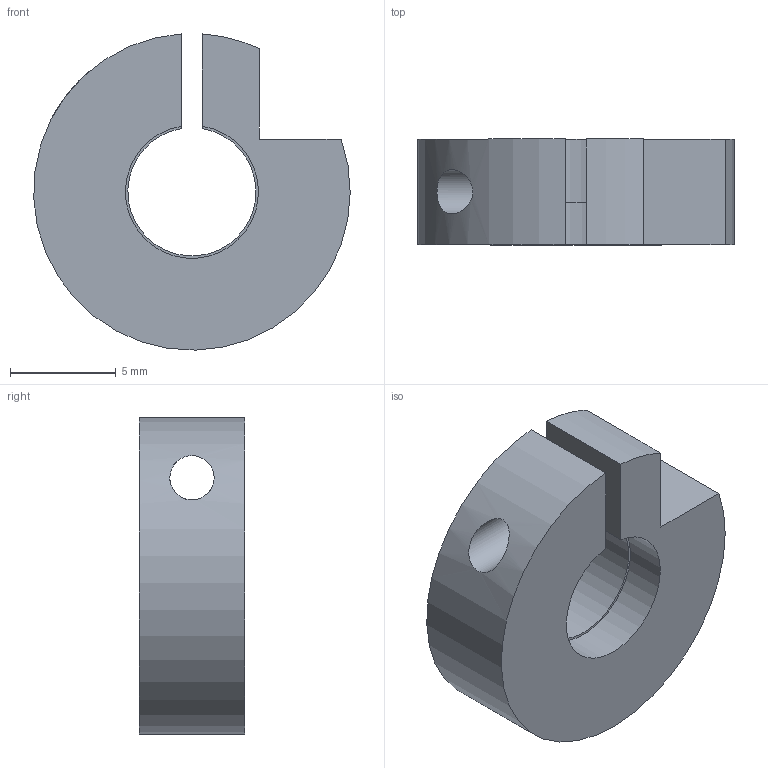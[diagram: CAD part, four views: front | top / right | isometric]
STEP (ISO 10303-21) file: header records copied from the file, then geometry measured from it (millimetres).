
FILE_DESCRIPTION(/* description */ ('','CAx-IF Rec.Pracs.---Representation and Presentation of Product Manufacturing Information (PMI)---4.0---2014-10-13'),/* implementation_level */ '2;1');
FILE_NAME(/* name */ 'ankle_servo_horn.step',/* time_stamp */ '2024-12-30T10:25:30+05:30',/* author */ (''),/* organization */ (''),/* preprocessor_version */ 'ST-DEVELOPER v20',/* originating_system */ 'Autodesk Translation Framework v13.20.0.188',/* authorisation */ '');
FILE_SCHEMA (('AP242_MANAGED_MODEL_BASED_3D_ENGINEERING_MIM_LF { 1 0 10303 442 1 1 4 }'));
Length unit declared in the file: millimetre
Products named in the file (1): servo_horn
Bounding box: 14.99 x 5 x 14.98 mm (x, y, z)
Volume: 610.1 mm3; surface area: 709.5 mm2
Topology: 1 solids, 1 shells, 15 faces, 37 edges, 25 vertices
Faces by surface type: plane 8, cylinder 7
Full cylindrical faces by diameter (mm): 2.1 x2, 3 x1
Entity records: 527 total; most frequent: CARTESIAN_POINT 116, DIRECTION 80, ORIENTED_EDGE 74, EDGE_CURVE 37, AXIS2_PLACEMENT_3D 29, VERTEX_POINT 25, LINE 22, VECTOR 22
